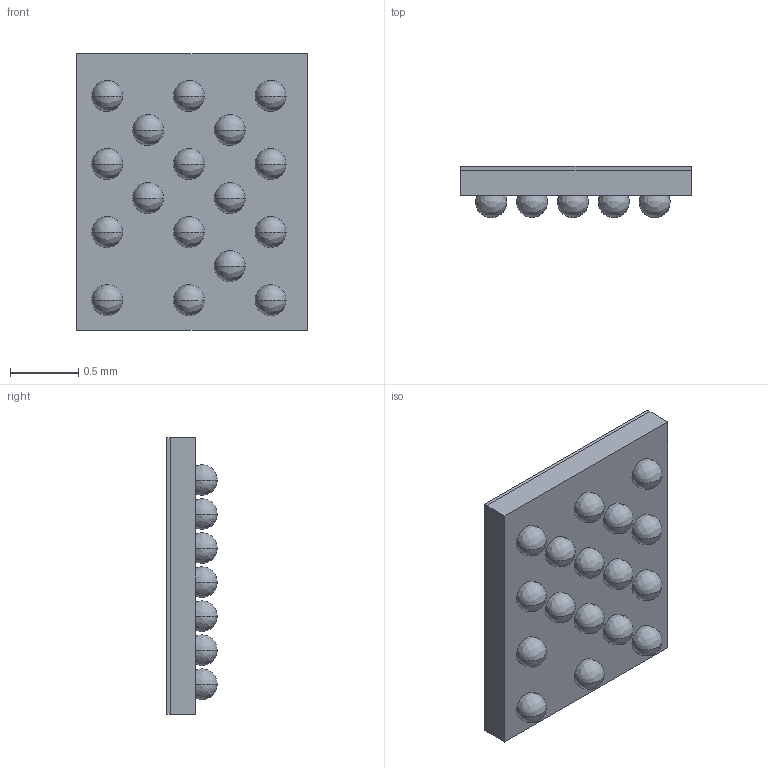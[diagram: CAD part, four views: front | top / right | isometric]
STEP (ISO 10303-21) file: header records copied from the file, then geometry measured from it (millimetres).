
FILE_DESCRIPTION (( 'STEP AP214' ), '1' );
FILE_NAME ('DA14531-00000OG2.STEP', '2023-06-21T01:56:29', ( '' ), ( '' ), 'SwSTEP 2.0', 'SolidWorks 2013', '' );
FILE_SCHEMA (( 'AUTOMOTIVE_DESIGN' ));
Length unit declared in the file: millimetre
Products named in the file (1): DA14531-00000OG2
Bounding box: 1.69 x 0.38 x 2.03 mm (x, y, z)
Volume: 0.8 mm3; surface area: 17.9 mm2
Topology: 20 solids, 20 shells, 69 faces, 189 edges, 92 vertices
Faces by surface type: bspline 34, plane 31, cylinder 4
Entity records: 4020 total; most frequent: CARTESIAN_POINT 1813, ORIENTED_EDGE 242, DIRECTION 218, EDGE_CURVE 121, AXIS2_PLACEMENT_3D 95, VERTEX_POINT 92, UNCERTAINTY_MEASURE_WITH_UNIT 91, STYLED_ITEM 90
